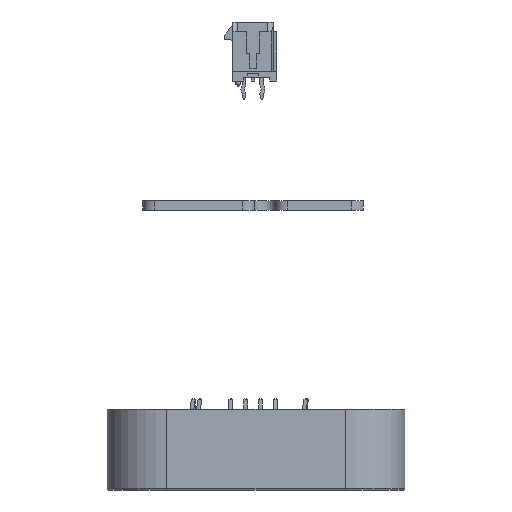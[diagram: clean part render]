
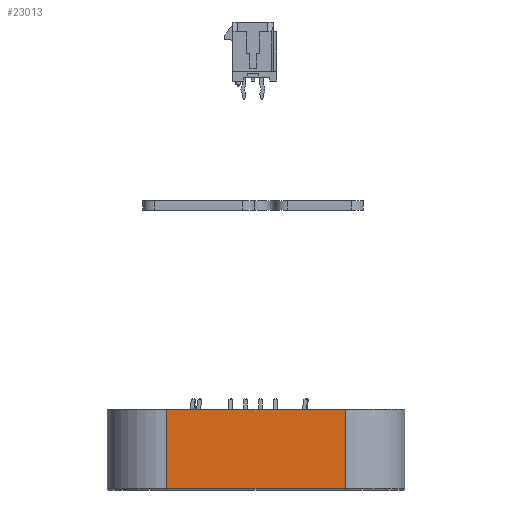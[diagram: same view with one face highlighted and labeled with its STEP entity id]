
A CAD part, left-side view. The second image highlights one B-rep face of the part: STEP entity #23013.
In plain terms, the highlighted planar face has unit normal (-1, 0, 0).
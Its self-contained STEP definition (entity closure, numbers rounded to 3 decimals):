
#2105=FACE_OUTER_BOUND('',#3444,.T.);
#3444=EDGE_LOOP('',(#20570,#20571,#20572,#20573));
#6264=LINE('',#36900,#9115);
#6274=LINE('',#36927,#9125);
#6275=LINE('',#36931,#9126);
#6276=LINE('',#36932,#9127);
#9115=VECTOR('',#30343,10.);
#9125=VECTOR('',#30365,10.);
#9126=VECTOR('',#30370,10.);
#9127=VECTOR('',#30371,10.);
#11227=VERTEX_POINT('',#36854);
#11242=VERTEX_POINT('',#36894);
#11253=VERTEX_POINT('',#36926);
#11254=VERTEX_POINT('',#36930);
#14377=EDGE_CURVE('',#11227,#11242,#6264,.T.);
#14391=EDGE_CURVE('',#11242,#11253,#6274,.T.);
#14393=EDGE_CURVE('',#11254,#11227,#6275,.T.);
#14394=EDGE_CURVE('',#11253,#11254,#6276,.T.);
#20570=ORIENTED_EDGE('',*,*,#14377,.F.);
#20571=ORIENTED_EDGE('',*,*,#14393,.F.);
#20572=ORIENTED_EDGE('',*,*,#14394,.F.);
#20573=ORIENTED_EDGE('',*,*,#14391,.F.);
#21862=PLANE('',#24598);
#23013=ADVANCED_FACE('',(#2105),#21862,.T.);
#24598=AXIS2_PLACEMENT_3D('',#36929,#30368,#30369);
#30343=DIRECTION('',(0.,1.,0.));
#30365=DIRECTION('',(0.,0.,1.));
#30368=DIRECTION('center_axis',(-1.,0.,0.));
#30369=DIRECTION('ref_axis',(0.,1.,0.));
#30370=DIRECTION('',(0.,0.,-1.));
#30371=DIRECTION('',(0.,-1.,0.));
#36854=CARTESIAN_POINT('',(30.,-115.486,-11.8));
#36894=CARTESIAN_POINT('',(30.,-85.486,-11.8));
#36900=CARTESIAN_POINT('',(30.,-112.986,-11.8));
#36926=CARTESIAN_POINT('',(30.,-85.486,1.6));
#36927=CARTESIAN_POINT('',(30.,-85.486,0.));
#36929=CARTESIAN_POINT('Origin',(30.,-125.486,0.));
#36930=CARTESIAN_POINT('',(30.,-115.486,1.6));
#36931=CARTESIAN_POINT('',(30.,-115.486,0.));
#36932=CARTESIAN_POINT('',(30.,-75.486,1.6));
